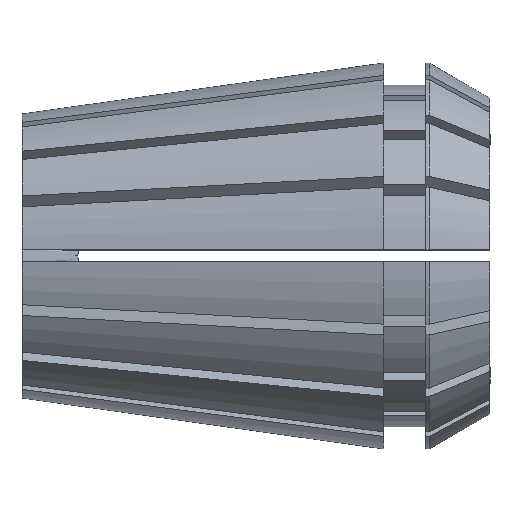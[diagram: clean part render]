
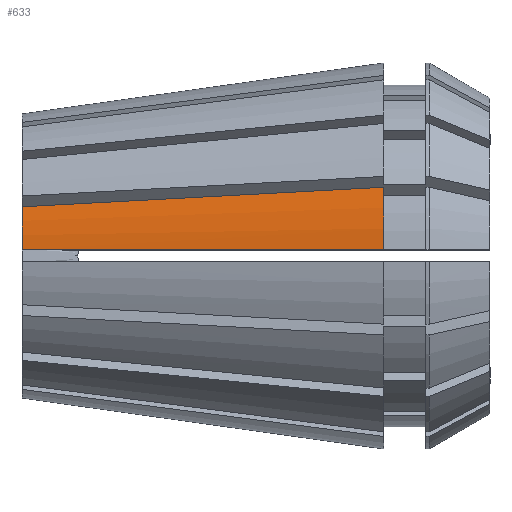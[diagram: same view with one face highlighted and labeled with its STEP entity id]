
A CAD part, top view. The second image highlights one B-rep face of the part: STEP entity #633.
In plain terms, the highlighted conical face has half-angle 8 degrees and reference radius 16.5 mm.
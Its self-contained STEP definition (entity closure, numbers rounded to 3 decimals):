
#57 = CARTESIAN_POINT ( 'NONE',  ( 30.9, 0.5, 16.493 ) ) ;
#113 = CARTESIAN_POINT ( 'NONE',  ( 30.9, 0., 0. ) ) ;
#210 = CONICAL_SURFACE ( 'NONE', #3481, 16.5, 0.14 ) ;
#228 = CARTESIAN_POINT ( 'NONE',  ( 18.714, 0.5, 14.779 ) ) ;
#263 = DIRECTION ( 'NONE',  ( 0., 0., 1. ) ) ;
#295 = CARTESIAN_POINT ( 'NONE',  ( 7.045, 4.566, 12.33 ) ) ;
#633 = ADVANCED_FACE ( 'NONE', ( #3706 ), #210, .T. ) ;
#673 = CARTESIAN_POINT ( 'NONE',  ( 30.9, 0.5, 16.493 ) ) ;
#775 = CARTESIAN_POINT ( 'NONE',  ( 21.136, 5.324, 14.16 ) ) ;
#1004 = ORIENTED_EDGE ( 'NONE', *, *, #4640, .F. ) ;
#1034 = CARTESIAN_POINT ( 'NONE',  ( 29.294, 0.5, 16.267 ) ) ;
#1133 = CARTESIAN_POINT ( 'NONE',  ( 3.975, 0.5, 12.706 ) ) ;
#1149 = B_SPLINE_CURVE_WITH_KNOTS ( 'NONE', 3,
 ( #3933, #295, #5245, #775, #1628, #2178, #4397 ),
 .UNSPECIFIED., .F., .F.,
 ( 4, 3, 4 ),
 ( 0., 0.021, 0.031 ),
 .UNSPECIFIED. ) ;
#1157 = VERTEX_POINT ( 'NONE', #57 ) ;
#1554 = B_SPLINE_CURVE_WITH_KNOTS ( 'NONE', 3,
 ( #673, #1034, #4328, #2511, #228, #4349, #1133, #2527, #2091, #2132 ),
 .UNSPECIFIED., .F., .F.,
 ( 4, 3, 3, 4 ),
 ( 0.061, 0.066, 0.089, 0.093 ),
 .UNSPECIFIED. ) ;
#1628 = CARTESIAN_POINT ( 'NONE',  ( 24.391, 5.499, 14.583 ) ) ;
#1885 = VERTEX_POINT ( 'NONE', #2996 ) ;
#1964 = DIRECTION ( 'NONE',  ( 1., 0., 0. ) ) ;
#2091 = CARTESIAN_POINT ( 'NONE',  ( 1.325, 0.5, 12.334 ) ) ;
#2125 = CARTESIAN_POINT ( 'NONE',  ( 30.9, 5.85, 15.429 ) ) ;
#2132 = CARTESIAN_POINT ( 'NONE',  ( 0., 0.5, 12.147 ) ) ;
#2178 = CARTESIAN_POINT ( 'NONE',  ( 27.645, 5.674, 15.006 ) ) ;
#2427 = VERTEX_POINT ( 'NONE', #5400 ) ;
#2498 = ORIENTED_EDGE ( 'NONE', *, *, #3053, .F. ) ;
#2511 = CARTESIAN_POINT ( 'NONE',  ( 26.083, 0.5, 15.815 ) ) ;
#2527 = CARTESIAN_POINT ( 'NONE',  ( 2.65, 0.5, 12.52 ) ) ;
#2787 = CIRCLE ( 'NONE', #3036, 16.5 ) ;
#2894 = DIRECTION ( 'NONE',  ( -1., 0., 0. ) ) ;
#2996 = CARTESIAN_POINT ( 'NONE',  ( 0., 4.187, 11.414 ) ) ;
#3036 = AXIS2_PLACEMENT_3D ( 'NONE', #4275, #4720, #263 ) ;
#3053 = EDGE_CURVE ( 'NONE', #2427, #1885, #3162, .T. ) ;
#3162 = CIRCLE ( 'NONE', #4045, 12.158 ) ;
#3481 = AXIS2_PLACEMENT_3D ( 'NONE', #113, #1964, #4635 ) ;
#3605 = EDGE_LOOP ( 'NONE', ( #1004, #2498, #4926, #4716 ) ) ;
#3706 = FACE_OUTER_BOUND ( 'NONE', #3605, .T. ) ;
#3722 = DIRECTION ( 'NONE',  ( 0., 0., 1. ) ) ;
#3933 = CARTESIAN_POINT ( 'NONE',  ( 0., 4.187, 11.414 ) ) ;
#4045 = AXIS2_PLACEMENT_3D ( 'NONE', #4250, #2894, #3722 ) ;
#4068 = VERTEX_POINT ( 'NONE', #2125 ) ;
#4250 = CARTESIAN_POINT ( 'NONE',  ( 0., 0., 0. ) ) ;
#4275 = CARTESIAN_POINT ( 'NONE',  ( 30.9, 0., 0. ) ) ;
#4328 = CARTESIAN_POINT ( 'NONE',  ( 27.689, 0.5, 16.041 ) ) ;
#4349 = CARTESIAN_POINT ( 'NONE',  ( 11.344, 0.5, 13.743 ) ) ;
#4397 = CARTESIAN_POINT ( 'NONE',  ( 30.9, 5.85, 15.429 ) ) ;
#4635 = DIRECTION ( 'NONE',  ( 0., 0., -1. ) ) ;
#4640 = EDGE_CURVE ( 'NONE', #1885, #4068, #1149, .T. ) ;
#4716 = ORIENTED_EDGE ( 'NONE', *, *, #5601, .T. ) ;
#4720 = DIRECTION ( 'NONE',  ( -1., 0., 0. ) ) ;
#4926 = ORIENTED_EDGE ( 'NONE', *, *, #5008, .F. ) ;
#5008 = EDGE_CURVE ( 'NONE', #1157, #2427, #1554, .T. ) ;
#5245 = CARTESIAN_POINT ( 'NONE',  ( 14.091, 4.945, 13.245 ) ) ;
#5400 = CARTESIAN_POINT ( 'NONE',  ( 0., 0.5, 12.147 ) ) ;
#5601 = EDGE_CURVE ( 'NONE', #1157, #4068, #2787, .T. ) ;
